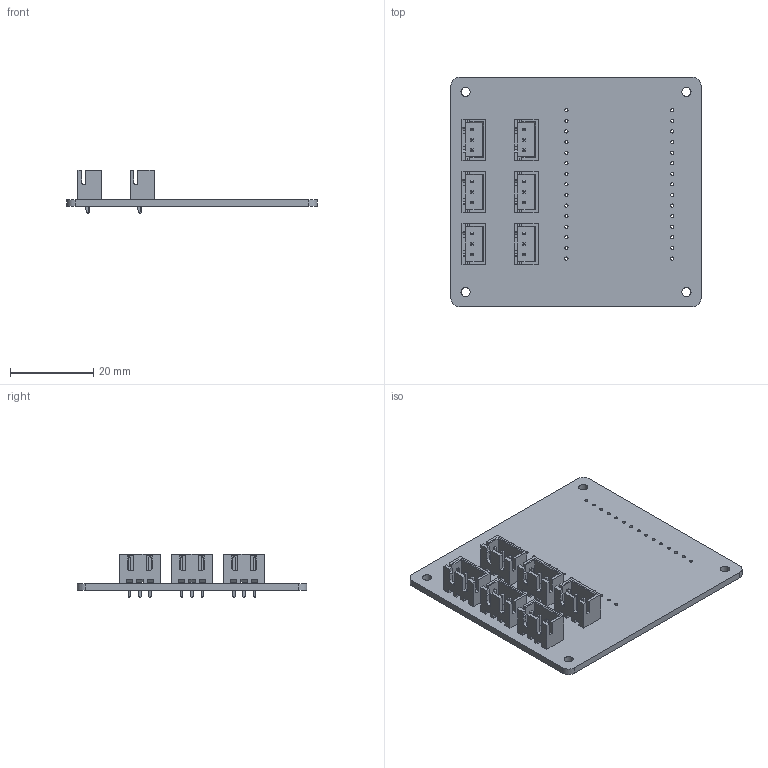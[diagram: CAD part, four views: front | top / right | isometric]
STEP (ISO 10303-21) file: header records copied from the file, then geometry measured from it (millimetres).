
FILE_DESCRIPTION(('KiCad electronic assembly'),'2;1');
FILE_NAME('ESP Plants.step','2024-11-03T22:52:46',('Pcbnew'),('Kicad'), 'Open CASCADE STEP processor 7.8','KiCad to STEP converter','Unknown' );
FILE_SCHEMA(('AUTOMOTIVE_DESIGN { 1 0 10303 214 1 1 1 1 }'));
Length unit declared in the file: millimetre
Products named in the file (4): ESP Plants 1; JST_XH_B3B-XH-A_1x03_P2.50mm_Vertical; JST_B3B_XH_A; _autosave-ESP Plants_PCB
Assembly tree (8 placements, depth 3):
  ESP Plants 1
    JST_XH_B3B-XH-A_1x03_P2.50mm_Vertical  x6
      JST_B3B_XH_A
    _autosave-ESP Plants_PCB
Bounding box: 60 x 55 x 10.4 mm (x, y, z)
Volume: 6422.6 mm3; surface area: 10244.2 mm2
Topology: 7 solids, 7 shells, 764 faces, 2034 edges, 1320 vertices
Faces by surface type: plane 684, cylinder 80
Full cylindrical faces by diameter (mm): 0.762 x30, 0.95 x18, 2.2 x4
Entity records: 6780 total; most frequent: CARTESIAN_POINT 997, DIRECTION 985, ORIENTED_EDGE 978, EDGE_CURVE 489, LINE 369, VECTOR 369, VERTEX_POINT 320, AXIS2_PLACEMENT_3D 308
